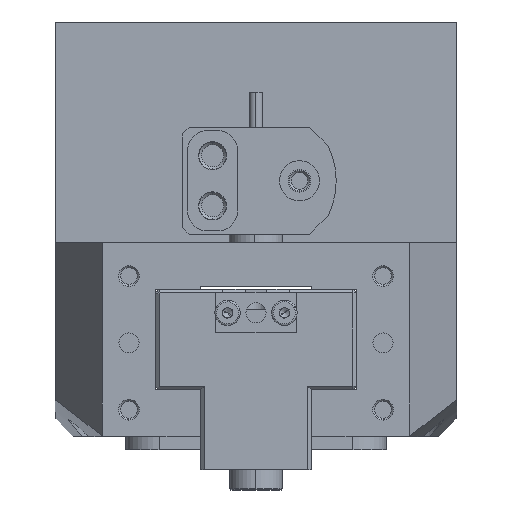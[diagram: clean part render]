
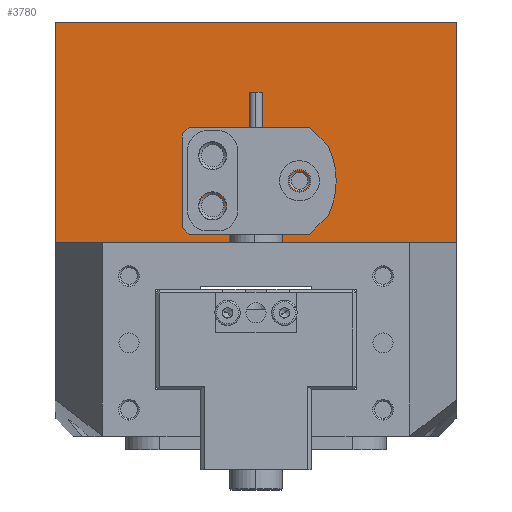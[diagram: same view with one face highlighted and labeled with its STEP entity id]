
A CAD part, left-side view. The second image highlights one B-rep face of the part: STEP entity #3780.
In plain terms, the highlighted planar face has unit normal (-1, 0, 0).
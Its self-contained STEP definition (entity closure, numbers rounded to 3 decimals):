
#282 = DIRECTION ( 'NONE',  ( 1., 0., 0. ) ) ;
#548 = DIRECTION ( 'NONE',  ( 0., 0., -1. ) ) ;
#607 = VERTEX_POINT ( 'NONE', #24234 ) ;
#662 = DIRECTION ( 'NONE',  ( 0., 0., 1. ) ) ;
#922 = DIRECTION ( 'NONE',  ( 0., 1., 0. ) ) ;
#2125 = CARTESIAN_POINT ( 'NONE',  ( -58.28, 36.786, 93.141 ) ) ;
#3112 = DIRECTION ( 'NONE',  ( 0., 0., -1. ) ) ;
#3320 = FACE_BOUND ( 'NONE', #32763, .T. ) ;
#3706 = ORIENTED_EDGE ( 'NONE', *, *, #18844, .T. ) ;
#3780 = ADVANCED_FACE ( 'NONE', ( #32202, #3320, #37826, #18039 ), #26773, .F. ) ;
#3826 = CARTESIAN_POINT ( 'NONE',  ( -58.28, 13.286, 135.141 ) ) ;
#4031 = AXIS2_PLACEMENT_3D ( 'NONE', #3826, #24880, #16252 ) ;
#4814 = LINE ( 'NONE', #2125, #10036 ) ;
#5726 = ORIENTED_EDGE ( 'NONE', *, *, #19018, .T. ) ;
#6028 = ORIENTED_EDGE ( 'NONE', *, *, #31985, .T. ) ;
#6085 = AXIS2_PLACEMENT_3D ( 'NONE', #12203, #21598, #27430 ) ;
#6358 = ORIENTED_EDGE ( 'NONE', *, *, #20244, .T. ) ;
#7678 = CARTESIAN_POINT ( 'NONE',  ( -58.28, 36.786, 122.141 ) ) ;
#7835 = VERTEX_POINT ( 'NONE', #22958 ) ;
#8749 = CARTESIAN_POINT ( 'NONE',  ( -58.28, 0.286, 129.841 ) ) ;
#8789 = LINE ( 'NONE', #31105, #28191 ) ;
#8794 = CARTESIAN_POINT ( 'NONE',  ( -58.28, 13.286, 127.641 ) ) ;
#9561 = CARTESIAN_POINT ( 'NONE',  ( -58.28, -28.214, 122.141 ) ) ;
#10036 = VECTOR ( 'NONE', #35572, 1000. ) ;
#10198 = VERTEX_POINT ( 'NONE', #13476 ) ;
#11996 = CARTESIAN_POINT ( 'NONE',  ( -58.28, 0.286, 131.391 ) ) ;
#12058 = EDGE_CURVE ( 'NONE', #33372, #25123, #20438, .T. ) ;
#12073 = CIRCLE ( 'NONE', #26901, 1.55 ) ;
#12158 = CIRCLE ( 'NONE', #27163, 2.05 ) ;
#12203 = CARTESIAN_POINT ( 'NONE',  ( -58.28, -28.214, 122.141 ) ) ;
#12398 = DIRECTION ( 'NONE',  ( 1., 0., 0. ) ) ;
#12435 = CARTESIAN_POINT ( 'NONE',  ( -58.28, -23.214, 155.141 ) ) ;
#12957 = ORIENTED_EDGE ( 'NONE', *, *, #12058, .T. ) ;
#13476 = CARTESIAN_POINT ( 'NONE',  ( -58.28, 36.786, 155.141 ) ) ;
#13704 = EDGE_CURVE ( 'NONE', #17340, #10198, #23197, .T. ) ;
#13824 = VERTEX_POINT ( 'NONE', #7678 ) ;
#14054 = EDGE_CURVE ( 'NONE', #7835, #13824, #17492, .T. ) ;
#14396 = DIRECTION ( 'NONE',  ( 0., 0., -1. ) ) ;
#14814 = VERTEX_POINT ( 'NONE', #28830 ) ;
#14984 = ORIENTED_EDGE ( 'NONE', *, *, #13704, .T. ) ;
#15005 = DIRECTION ( 'NONE',  ( 0., 0., -1. ) ) ;
#15678 = EDGE_CURVE ( 'NONE', #14814, #607, #12158, .T. ) ;
#15967 = ORIENTED_EDGE ( 'NONE', *, *, #30348, .T. ) ;
#16252 = DIRECTION ( 'NONE',  ( 0., 0., -1. ) ) ;
#16330 = EDGE_LOOP ( 'NONE', ( #37181, #34142 ) ) ;
#17340 = VERTEX_POINT ( 'NONE', #12435 ) ;
#17492 = LINE ( 'NONE', #9561, #35896 ) ;
#17493 = AXIS2_PLACEMENT_3D ( 'NONE', #36422, #12398, #3112 ) ;
#18039 = FACE_OUTER_BOUND ( 'NONE', #35237, .T. ) ;
#18844 = EDGE_CURVE ( 'NONE', #35026, #23669, #21018, .T. ) ;
#19018 = EDGE_CURVE ( 'NONE', #23669, #35026, #20982, .T. ) ;
#19153 = EDGE_LOOP ( 'NONE', ( #12957, #15967 ) ) ;
#19198 = EDGE_CURVE ( 'NONE', #607, #14814, #22420, .T. ) ;
#19390 = VECTOR ( 'NONE', #22279, 1000. ) ;
#20070 = CARTESIAN_POINT ( 'NONE',  ( -58.28, 13.286, 135.141 ) ) ;
#20244 = EDGE_CURVE ( 'NONE', #10198, #13824, #4814, .T. ) ;
#20438 = CIRCLE ( 'NONE', #25309, 1.55 ) ;
#20982 = CIRCLE ( 'NONE', #22822, 2.05 ) ;
#21018 = CIRCLE ( 'NONE', #4031, 2.05 ) ;
#21598 = DIRECTION ( 'NONE',  ( 1., 0., 0. ) ) ;
#22279 = DIRECTION ( 'NONE',  ( 0., 1., 0. ) ) ;
#22420 = CIRCLE ( 'NONE', #17493, 2.05 ) ;
#22822 = AXIS2_PLACEMENT_3D ( 'NONE', #20070, #32608, #14396 ) ;
#22958 = CARTESIAN_POINT ( 'NONE',  ( -58.28, -23.214, 122.141 ) ) ;
#23197 = LINE ( 'NONE', #37147, #19390 ) ;
#23669 = VERTEX_POINT ( 'NONE', #29468 ) ;
#24234 = CARTESIAN_POINT ( 'NONE',  ( -58.28, 13.286, 125.591 ) ) ;
#24880 = DIRECTION ( 'NONE',  ( 1., 0., 0. ) ) ;
#25123 = VERTEX_POINT ( 'NONE', #8749 ) ;
#25309 = AXIS2_PLACEMENT_3D ( 'NONE', #33466, #282, #548 ) ;
#26773 = PLANE ( 'NONE',  #6085 ) ;
#26868 = CARTESIAN_POINT ( 'NONE',  ( -58.28, 0.286, 132.941 ) ) ;
#26901 = AXIS2_PLACEMENT_3D ( 'NONE', #11996, #32975, #39195 ) ;
#27163 = AXIS2_PLACEMENT_3D ( 'NONE', #8794, #39167, #15005 ) ;
#27430 = DIRECTION ( 'NONE',  ( 0., 0., -1. ) ) ;
#28191 = VECTOR ( 'NONE', #662, 1000. ) ;
#28830 = CARTESIAN_POINT ( 'NONE',  ( -58.28, 13.286, 129.691 ) ) ;
#29468 = CARTESIAN_POINT ( 'NONE',  ( -58.28, 13.286, 137.191 ) ) ;
#30348 = EDGE_CURVE ( 'NONE', #25123, #33372, #12073, .T. ) ;
#31105 = CARTESIAN_POINT ( 'NONE',  ( -58.28, -23.214, 93.141 ) ) ;
#31186 = ORIENTED_EDGE ( 'NONE', *, *, #14054, .F. ) ;
#31553 = CARTESIAN_POINT ( 'NONE',  ( -58.28, 13.286, 133.091 ) ) ;
#31985 = EDGE_CURVE ( 'NONE', #7835, #17340, #8789, .T. ) ;
#32202 = FACE_BOUND ( 'NONE', #19153, .T. ) ;
#32608 = DIRECTION ( 'NONE',  ( 1., 0., 0. ) ) ;
#32763 = EDGE_LOOP ( 'NONE', ( #5726, #3706 ) ) ;
#32975 = DIRECTION ( 'NONE',  ( 1., 0., 0. ) ) ;
#33372 = VERTEX_POINT ( 'NONE', #26868 ) ;
#33466 = CARTESIAN_POINT ( 'NONE',  ( -58.28, 0.286, 131.391 ) ) ;
#34142 = ORIENTED_EDGE ( 'NONE', *, *, #19198, .T. ) ;
#35026 = VERTEX_POINT ( 'NONE', #31553 ) ;
#35237 = EDGE_LOOP ( 'NONE', ( #6028, #14984, #6358, #31186 ) ) ;
#35572 = DIRECTION ( 'NONE',  ( 0., 0., -1. ) ) ;
#35896 = VECTOR ( 'NONE', #922, 1000. ) ;
#36422 = CARTESIAN_POINT ( 'NONE',  ( -58.28, 13.286, 127.641 ) ) ;
#37147 = CARTESIAN_POINT ( 'NONE',  ( -58.28, 6.786, 155.141 ) ) ;
#37181 = ORIENTED_EDGE ( 'NONE', *, *, #15678, .T. ) ;
#37826 = FACE_BOUND ( 'NONE', #16330, .T. ) ;
#39167 = DIRECTION ( 'NONE',  ( 1., 0., 0. ) ) ;
#39195 = DIRECTION ( 'NONE',  ( 0., 0., -1. ) ) ;
